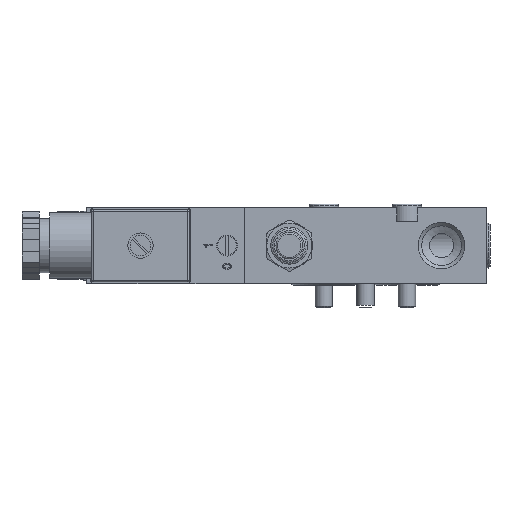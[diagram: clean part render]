
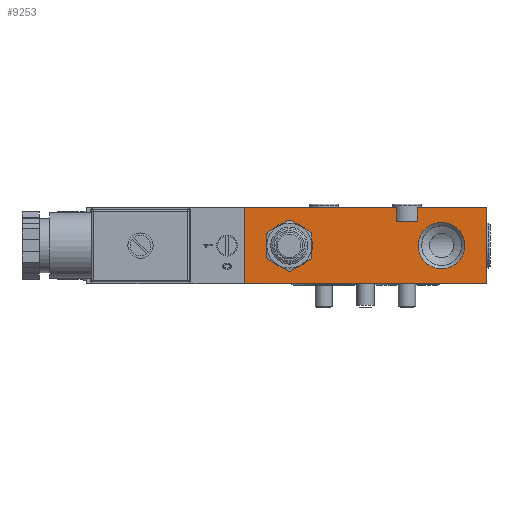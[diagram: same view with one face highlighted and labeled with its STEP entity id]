
A CAD part, front view. The second image highlights one B-rep face of the part: STEP entity #9253.
In plain terms, the highlighted planar face has unit normal (0, -1, 0).
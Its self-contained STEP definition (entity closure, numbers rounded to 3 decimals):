
#215=FACE_BOUND('',#1445,.T.);
#216=FACE_BOUND('',#1446,.T.);
#384=PLANE('',#9968);
#877=FACE_OUTER_BOUND('',#1444,.T.);
#1444=EDGE_LOOP('',(#6883,#6884,#6885,#6886,#6887,#6888,#6889,#6890));
#1445=EDGE_LOOP('',(#6891));
#1446=EDGE_LOOP('',(#6892));
#2135=LINE('',#14111,#2993);
#2139=LINE('',#14120,#2997);
#2142=LINE('',#14130,#3000);
#2143=LINE('',#14141,#3001);
#2144=LINE('',#14144,#3002);
#2185=LINE('',#14327,#3043);
#2186=LINE('',#14329,#3044);
#2187=LINE('',#14330,#3045);
#2993=VECTOR('',#11306,1000.);
#2997=VECTOR('',#11314,1000.);
#3000=VECTOR('',#11327,1000.);
#3001=VECTOR('',#11338,1000.);
#3002=VECTOR('',#11341,1000.);
#3043=VECTOR('',#11392,1000.);
#3044=VECTOR('',#11393,1000.);
#3045=VECTOR('',#11394,1000.);
#3729=CIRCLE('',#9969,6.723);
#3730=CIRCLE('',#9970,6.723);
#4186=VERTEX_POINT('',#14109);
#4187=VERTEX_POINT('',#14110);
#4189=VERTEX_POINT('',#14117);
#4190=VERTEX_POINT('',#14119);
#4197=VERTEX_POINT('',#14140);
#4198=VERTEX_POINT('',#14142);
#4259=VERTEX_POINT('',#14326);
#4260=VERTEX_POINT('',#14328);
#4261=VERTEX_POINT('',#14331);
#4262=VERTEX_POINT('',#14333);
#5154=EDGE_CURVE('',#4186,#4187,#2135,.T.);
#5159=EDGE_CURVE('',#4190,#4189,#2139,.T.);
#5164=EDGE_CURVE('',#4189,#4186,#2142,.T.);
#5169=EDGE_CURVE('',#4197,#4190,#2143,.T.);
#5171=EDGE_CURVE('',#4187,#4198,#2144,.T.);
#5232=EDGE_CURVE('',#4198,#4259,#2185,.T.);
#5233=EDGE_CURVE('',#4259,#4260,#2186,.T.);
#5234=EDGE_CURVE('',#4197,#4260,#2187,.T.);
#5235=EDGE_CURVE('',#4261,#4261,#3729,.F.);
#5236=EDGE_CURVE('',#4262,#4262,#3730,.F.);
#6883=ORIENTED_EDGE('',*,*,#5159,.T.);
#6884=ORIENTED_EDGE('',*,*,#5164,.T.);
#6885=ORIENTED_EDGE('',*,*,#5154,.T.);
#6886=ORIENTED_EDGE('',*,*,#5171,.T.);
#6887=ORIENTED_EDGE('',*,*,#5232,.T.);
#6888=ORIENTED_EDGE('',*,*,#5233,.T.);
#6889=ORIENTED_EDGE('',*,*,#5234,.F.);
#6890=ORIENTED_EDGE('',*,*,#5169,.T.);
#6891=ORIENTED_EDGE('',*,*,#5235,.T.);
#6892=ORIENTED_EDGE('',*,*,#5236,.T.);
#9253=ADVANCED_FACE('',(#877,#215,#216),#384,.T.);
#9968=AXIS2_PLACEMENT_3D('',#14325,#11390,#11391);
#9969=AXIS2_PLACEMENT_3D('',#14332,#11395,#11396);
#9970=AXIS2_PLACEMENT_3D('',#14334,#11397,#11398);
#11306=DIRECTION('',(0.,0.,1.));
#11314=DIRECTION('',(0.,0.,-1.));
#11327=DIRECTION('',(1.,0.,0.));
#11338=DIRECTION('',(-1.,0.,0.));
#11341=DIRECTION('',(-1.,0.,0.));
#11390=DIRECTION('center_axis',(0.,-1.,0.));
#11391=DIRECTION('ref_axis',(0.,0.,
-1.));
#11392=DIRECTION('',(0.,0.,-1.));
#11393=DIRECTION('',(-1.,0.,0.));
#11394=DIRECTION('',(0.,0.,-1.));
#11395=DIRECTION('center_axis',(0.,-1.,0.));
#11396=DIRECTION('ref_axis',(0.,0.,
-1.));
#11397=DIRECTION('center_axis',(0.,-1.,0.));
#11398=DIRECTION('ref_axis',(0.,0.,
-1.));
#14109=CARTESIAN_POINT('',(0.,-20.,-11.));
#14110=CARTESIAN_POINT('',(0.,-20.,11.));
#14111=CARTESIAN_POINT('',(0.,-20.,-11.));
#14117=CARTESIAN_POINT('',(-70.,-20.,-11.));
#14119=CARTESIAN_POINT('',(-70.,-20.,11.));
#14120=CARTESIAN_POINT('',(-70.,-20.,11.));
#14130=CARTESIAN_POINT('',(-70.,-20.,-11.));
#14140=CARTESIAN_POINT('',(-26.,-20.,11.));
#14141=CARTESIAN_POINT('',(-26.,-20.,11.));
#14142=CARTESIAN_POINT('',(-20.,-20.,11.));
#14144=CARTESIAN_POINT('',(0.,-20.,11.));
#14325=CARTESIAN_POINT('Origin',(-70.,-20.,11.));
#14326=CARTESIAN_POINT('',(-20.,-20.,7.));
#14327=CARTESIAN_POINT('',(-20.,-20.,11.));
#14328=CARTESIAN_POINT('',(-26.,-20.,7.));
#14329=CARTESIAN_POINT('',(-20.,-20.,7.));
#14330=CARTESIAN_POINT('',(-26.,-20.,11.));
#14331=CARTESIAN_POINT('',(-57.,-20.,6.722));
#14332=CARTESIAN_POINT('Origin',(-57.,-20.,0.));
#14333=CARTESIAN_POINT('',(-13.,-20.,6.723));
#14334=CARTESIAN_POINT('Origin',(-13.,-20.,0.));
